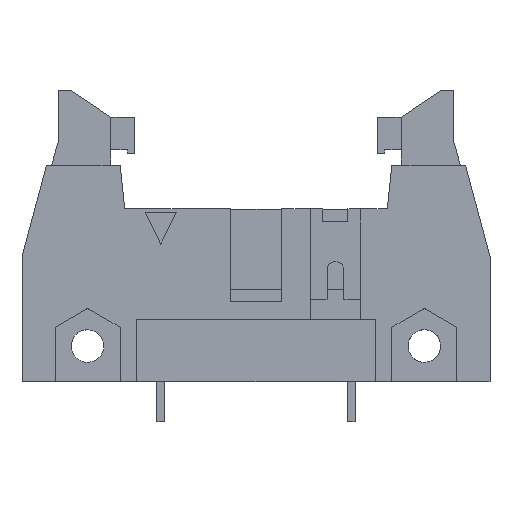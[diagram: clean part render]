
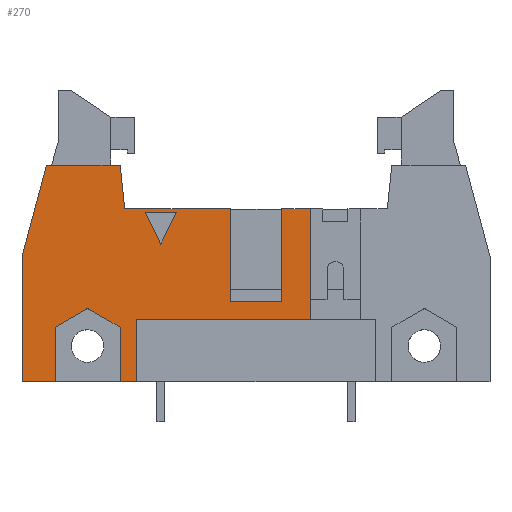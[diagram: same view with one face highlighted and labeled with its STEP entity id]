
A CAD part, top view. The second image highlights one B-rep face of the part: STEP entity #270.
In plain terms, the highlighted free-form (B-spline) face has degree [1, 1] with [2, 2] control points.
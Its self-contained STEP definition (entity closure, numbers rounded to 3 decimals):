
#270=ADVANCED_FACE('F140',(#763,#764),#765,.T.);
#763=FACE_OUTER_BOUND('',#1503,.T.);
#764=FACE_BOUND('',#1504,.T.);
#765=B_SPLINE_SURFACE_WITH_KNOTS('',1,1,((#1505,#1506),(#1507,#1508)),.UNSPECIFIED.,.F.,.F.,.F.,(2,2),(2,2),(0.0,1.0),(0.0,1.0),.UNSPECIFIED.);
#1503=EDGE_LOOP('',(#2900,#2901,#2902,#2903,#2904,#2905,#2906,#2907,#2908,#2909,#2910,#2911,#2912,#2913,#2914,#2915,#2916,#2917));
#1504=EDGE_LOOP('',(#2918,#2919,#2920));
#1505=CARTESIAN_POINT('',(-33.443,1.725,8.5));
#1506=CARTESIAN_POINT('',(-33.443,20.755,8.5));
#1507=CARTESIAN_POINT('',(7.697,1.725,8.5));
#1508=CARTESIAN_POINT('',(7.697,20.755,8.5));
#2900=ORIENTED_EDGE('',*,*,#3788,.T.);
#2901=ORIENTED_EDGE('',*,*,#3789,.F.);
#2902=ORIENTED_EDGE('',*,*,#3790,.T.);
#2903=ORIENTED_EDGE('',*,*,#3791,.T.);
#2904=ORIENTED_EDGE('',*,*,#3792,.T.);
#2905=ORIENTED_EDGE('',*,*,#3793,.F.);
#2906=ORIENTED_EDGE('',*,*,#3794,.F.);
#2907=ORIENTED_EDGE('',*,*,#3795,.F.);
#2908=ORIENTED_EDGE('',*,*,#3796,.F.);
#2909=ORIENTED_EDGE('',*,*,#3797,.F.);
#2910=ORIENTED_EDGE('',*,*,#3798,.F.);
#2911=ORIENTED_EDGE('',*,*,#3799,.T.);
#2912=ORIENTED_EDGE('',*,*,#3800,.T.);
#2913=ORIENTED_EDGE('',*,*,#3801,.T.);
#2914=ORIENTED_EDGE('',*,*,#3802,.T.);
#2915=ORIENTED_EDGE('',*,*,#3803,.F.);
#2916=ORIENTED_EDGE('',*,*,#3804,.T.);
#2917=ORIENTED_EDGE('',*,*,#3805,.T.);
#2918=ORIENTED_EDGE('',*,*,#3763,.T.);
#2919=ORIENTED_EDGE('',*,*,#3806,.T.);
#2920=ORIENTED_EDGE('',*,*,#3807,.T.);
#3763=EDGE_CURVE('E367',#4237,#4235,#4238,.T.);
#3788=EDGE_CURVE('E163',#4277,#4278,#4279,.T.);
#3789=EDGE_CURVE('E246',#4280,#4278,#4281,.T.);
#3790=EDGE_CURVE('E276',#4280,#4282,#4283,.T.);
#3791=EDGE_CURVE('E272',#4282,#4284,#4285,.T.);
#3792=EDGE_CURVE('E279',#4284,#4286,#4287,.T.);
#3793=EDGE_CURVE('E243',#4288,#4286,#4289,.T.);
#3794=EDGE_CURVE('E234',#4290,#4288,#4291,.T.);
#3795=EDGE_CURVE('E362',#4292,#4290,#4293,.T.);
#3796=EDGE_CURVE('E230',#4294,#4292,#4295,.T.);
#3797=EDGE_CURVE('E228',#4296,#4294,#4297,.T.);
#3798=EDGE_CURVE('E122',#4298,#4296,#4299,.T.);
#3799=EDGE_CURVE('E208',#4298,#4300,#4301,.T.);
#3800=EDGE_CURVE('E211',#4300,#4302,#4303,.T.);
#3801=EDGE_CURVE('E214',#4302,#4304,#4305,.T.);
#3802=EDGE_CURVE('E217',#4304,#4306,#4307,.T.);
#3803=EDGE_CURVE('E118',#4308,#4306,#4309,.T.);
#3804=EDGE_CURVE('E267',#4308,#4310,#4311,.T.);
#3805=EDGE_CURVE('E184',#4310,#4277,#4312,.T.);
#3806=EDGE_CURVE('E369',#4235,#4313,#4314,.T.);
#3807=EDGE_CURVE('E371',#4313,#4237,#4315,.T.);
#4235=VERTEX_POINT('V243',#4899);
#4237=VERTEX_POINT('V242',#4902);
#4238=B_SPLINE_CURVE_WITH_KNOTS('',1,(#4903,#4904),.UNSPECIFIED.,.F.,.F.,(2,2),(0.0,8.333),.UNSPECIFIED.);
#4277=VERTEX_POINT('V123',#4981);
#4278=VERTEX_POINT('V124',#4982);
#4279=B_SPLINE_CURVE_WITH_KNOTS('',1,(#4983,#4984),.UNSPECIFIED.,.F.,.F.,(2,2),(0.0,2.2),.UNSPECIFIED.);
#4280=VERTEX_POINT('V173',#4985);
#4281=B_SPLINE_CURVE_WITH_KNOTS('',1,(#4986,#4987),.UNSPECIFIED.,.F.,.F.,(2,2),(1.475,1.746),.UNSPECIFIED.);
#4282=VERTEX_POINT('V183',#4988);
#4283=B_SPLINE_CURVE_WITH_KNOTS('',1,(#4989,#4990),.UNSPECIFIED.,.F.,.F.,(2,2),(0.0,3.7),.UNSPECIFIED.);
#4284=VERTEX_POINT('V184',#4991);
#4285=B_SPLINE_CURVE_WITH_KNOTS('',1,(#4992,#4993),.UNSPECIFIED.,.F.,.F.,(2,2),(0.0,1.0),.UNSPECIFIED.);
#4286=VERTEX_POINT('V170',#4994);
#4287=B_SPLINE_CURVE_WITH_KNOTS('',1,(#4995,#4996),.UNSPECIFIED.,.F.,.F.,(2,2),(0.0,3.7),.UNSPECIFIED.);
#4288=VERTEX_POINT('V166',#4997);
#4289=B_SPLINE_CURVE_WITH_KNOTS('',1,(#4998,#4999),.UNSPECIFIED.,.F.,.F.,(2,2),(0.0,0.993),.UNSPECIFIED.);
#4290=VERTEX_POINT('V165',#5000);
#4291=B_SPLINE_CURVE_WITH_KNOTS('',1,(#5001,#5002),.UNSPECIFIED.,.F.,.F.,(2,2),(0.0,1.0),.UNSPECIFIED.);
#4292=VERTEX_POINT('V162',#5003);
#4293=B_SPLINE_CURVE_WITH_KNOTS('',1,(#5004,#5005),.UNSPECIFIED.,.F.,.F.,(2,2),(0.0,1.0),.UNSPECIFIED.);
#4294=VERTEX_POINT('V161',#5006);
#4295=B_SPLINE_CURVE_WITH_KNOTS('',1,(#5007,#5008),.UNSPECIFIED.,.F.,.F.,(2,2),(0.0,1.0),.UNSPECIFIED.);
#4296=VERTEX_POINT('V91',#5009);
#4297=B_SPLINE_CURVE_WITH_KNOTS('',1,(#5010,#5011),.UNSPECIFIED.,.F.,.F.,(2,2),(0.0,1.176),.UNSPECIFIED.);
#4298=VERTEX_POINT('V90',#5012);
#4299=B_SPLINE_CURVE_WITH_KNOTS('',1,(#5013,#5014),.UNSPECIFIED.,.F.,.F.,(2,2),(4.089,4.4),.UNSPECIFIED.);
#4300=VERTEX_POINT('V152',#5015);
#4301=B_SPLINE_CURVE_WITH_KNOTS('',1,(#5016,#5017),.UNSPECIFIED.,.F.,.F.,(2,2),(0.0,2.562),.UNSPECIFIED.);
#4302=VERTEX_POINT('V154',#5018);
#4303=B_SPLINE_CURVE_WITH_KNOTS('',1,(#5019,#5020),.UNSPECIFIED.,.F.,.F.,(2,2),(0.0,1.766),.UNSPECIFIED.);
#4304=VERTEX_POINT('V156',#5021);
#4305=B_SPLINE_CURVE_WITH_KNOTS('',1,(#5022,#5023),.UNSPECIFIED.,.F.,.F.,(2,2),(0.0,1.766),.UNSPECIFIED.);
#4306=VERTEX_POINT('V87',#5024);
#4307=B_SPLINE_CURVE_WITH_KNOTS('',1,(#5025,#5026),.UNSPECIFIED.,.F.,.F.,(2,2),(0.0,2.562),.UNSPECIFIED.);
#4308=VERTEX_POINT('V86',#5027);
#4309=B_SPLINE_CURVE_WITH_KNOTS('',1,(#5028,#5029),.UNSPECIFIED.,.F.,.F.,(2,2),(3.322,3.478),.UNSPECIFIED.);
#4310=VERTEX_POINT('V135',#5030);
#4311=B_SPLINE_CURVE_WITH_KNOTS('',1,(#5031,#5032),.UNSPECIFIED.,.F.,.F.,(2,2),(0.0,4.167),.UNSPECIFIED.);
#4312=B_SPLINE_CURVE_WITH_KNOTS('',1,(#5033,#5034),.UNSPECIFIED.,.F.,.F.,(2,2),(0.0,2.778),.UNSPECIFIED.);
#4313=VERTEX_POINT('V244',#5035);
#4314=B_SPLINE_CURVE_WITH_KNOTS('',1,(#5036,#5037),.UNSPECIFIED.,.F.,.F.,(2,2),(0.0,9.317),.UNSPECIFIED.);
#4315=B_SPLINE_CURVE_WITH_KNOTS('',1,(#5038,#5039),.UNSPECIFIED.,.F.,.F.,(2,2),(0.0,9.317),.UNSPECIFIED.);
#4899=CARTESIAN_POINT('',(-19.243,16.09,8.5));
#4902=CARTESIAN_POINT('',(-21.743,16.09,8.5));
#4903=CARTESIAN_POINT('',(-21.743,16.09,8.5));
#4904=CARTESIAN_POINT('',(-19.243,16.09,8.5));
#4981=CARTESIAN_POINT('',(-8.523,7.59,8.5));
#4982=CARTESIAN_POINT('',(-8.523,16.39,8.5));
#4983=CARTESIAN_POINT('',(-8.523,7.59,8.5));
#4984=CARTESIAN_POINT('',(-8.523,16.39,8.5));
#4985=CARTESIAN_POINT('',(-10.823,16.39,8.5));
#4986=CARTESIAN_POINT('',(-10.823,16.39,8.5));
#4987=CARTESIAN_POINT('',(-8.523,16.39,8.5));
#4988=CARTESIAN_POINT('',(-10.823,8.99,8.5));
#4989=CARTESIAN_POINT('',(-10.823,16.39,8.5));
#4990=CARTESIAN_POINT('',(-10.823,8.99,8.5));
#4991=CARTESIAN_POINT('',(-14.923,8.99,8.5));
#4992=CARTESIAN_POINT('',(-10.823,8.99,8.5));
#4993=CARTESIAN_POINT('',(-14.923,8.99,8.5));
#4994=CARTESIAN_POINT('',(-14.923,16.39,8.5));
#4995=CARTESIAN_POINT('',(-14.923,8.99,8.5));
#4996=CARTESIAN_POINT('',(-14.923,16.39,8.5));
#4997=CARTESIAN_POINT('',(-23.364,16.39,8.5));
#4998=CARTESIAN_POINT('',(-23.364,16.39,8.5));
#4999=CARTESIAN_POINT('',(-14.923,16.39,8.5));
#5000=CARTESIAN_POINT('',(-23.728,19.89,8.5));
#5001=CARTESIAN_POINT('',(-23.728,19.89,8.5));
#5002=CARTESIAN_POINT('',(-23.364,16.39,8.5));
#5003=CARTESIAN_POINT('',(-29.617,19.89,8.5));
#5004=CARTESIAN_POINT('',(-29.617,19.89,8.5));
#5005=CARTESIAN_POINT('',(-23.728,19.89,8.5));
#5006=CARTESIAN_POINT('',(-31.573,12.59,8.5));
#5007=CARTESIAN_POINT('',(-31.573,12.59,8.5));
#5008=CARTESIAN_POINT('',(-29.617,19.89,8.5));
#5009=CARTESIAN_POINT('',(-31.573,2.59,8.5));
#5010=CARTESIAN_POINT('',(-31.573,2.59,8.5));
#5011=CARTESIAN_POINT('',(-31.573,12.59,8.5));
#5012=CARTESIAN_POINT('',(-28.933,2.59,8.5));
#5013=CARTESIAN_POINT('',(-28.933,2.59,8.5));
#5014=CARTESIAN_POINT('',(-31.573,2.59,8.5));
#5015=CARTESIAN_POINT('',(-28.933,6.945,8.5));
#5016=CARTESIAN_POINT('',(-28.933,2.59,8.5));
#5017=CARTESIAN_POINT('',(-28.933,6.945,8.5));
#5018=CARTESIAN_POINT('',(-26.333,8.446,8.5));
#5019=CARTESIAN_POINT('',(-28.933,6.945,8.5));
#5020=CARTESIAN_POINT('',(-26.333,8.446,8.5));
#5021=CARTESIAN_POINT('',(-23.733,6.945,8.5));
#5022=CARTESIAN_POINT('',(-26.333,8.446,8.5));
#5023=CARTESIAN_POINT('',(-23.733,6.945,8.5));
#5024=CARTESIAN_POINT('',(-23.733,2.59,8.5));
#5025=CARTESIAN_POINT('',(-23.733,6.945,8.5));
#5026=CARTESIAN_POINT('',(-23.733,2.59,8.5));
#5027=CARTESIAN_POINT('',(-22.413,2.59,8.5));
#5028=CARTESIAN_POINT('',(-22.413,2.59,8.5));
#5029=CARTESIAN_POINT('',(-23.733,2.59,8.5));
#5030=CARTESIAN_POINT('',(-22.413,7.59,8.5));
#5031=CARTESIAN_POINT('',(-22.413,2.59,8.5));
#5032=CARTESIAN_POINT('',(-22.413,7.59,8.5));
#5033=CARTESIAN_POINT('',(-22.413,7.59,8.5));
#5034=CARTESIAN_POINT('',(-8.523,7.59,8.5));
#5035=CARTESIAN_POINT('',(-20.493,13.59,8.5));
#5036=CARTESIAN_POINT('',(-19.243,16.09,8.5));
#5037=CARTESIAN_POINT('',(-20.493,13.59,8.5));
#5038=CARTESIAN_POINT('',(-20.493,13.59,8.5));
#5039=CARTESIAN_POINT('',(-21.743,16.09,8.5));
